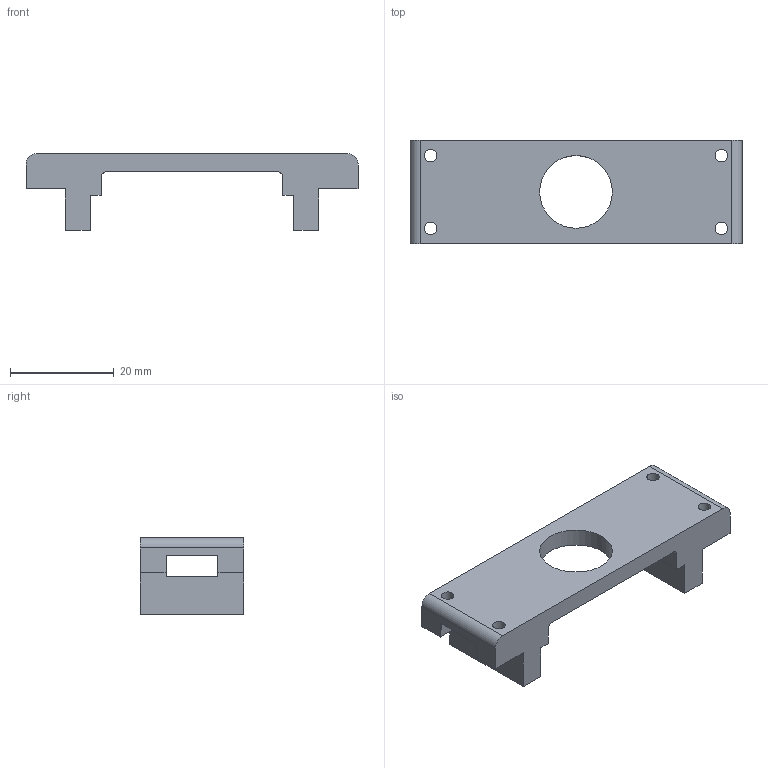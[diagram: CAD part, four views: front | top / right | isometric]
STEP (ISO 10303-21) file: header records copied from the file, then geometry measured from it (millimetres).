
FILE_DESCRIPTION(('FreeCAD Model'),'2;1');
FILE_NAME('Open CASCADE Shape Model','2025-01-10T15:02:24',(''),(''), 'Open CASCADE STEP processor 7.6','FreeCAD','Unknown');
FILE_SCHEMA(('CONFIG_CONTROL_DESIGN','SHAPE_APPEARANCE_LAYER_MIM'));
Length unit declared in the file: millimetre
Products named in the file (1): DaughterBoardClamp
Bounding box: 64 x 20 x 14.8 mm (x, y, z)
Volume: 6303.5 mm3; surface area: 4705.1 mm2
Topology: 1 solids, 1 shells, 51 faces, 151 edges, 98 vertices
Faces by surface type: plane 40, cylinder 11
Full cylindrical faces by diameter (mm): 2.4 x4, 14 x1
Entity records: 1763 total; most frequent: ORIENTED_EDGE 302, CARTESIAN_POINT 301, DIRECTION 277, EDGE_CURVE 151, LINE 129, VECTOR 129, VERTEX_POINT 98, AXIS2_PLACEMENT_3D 74
